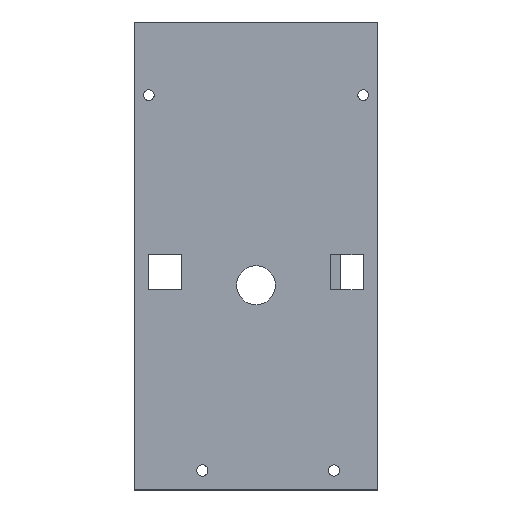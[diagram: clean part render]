
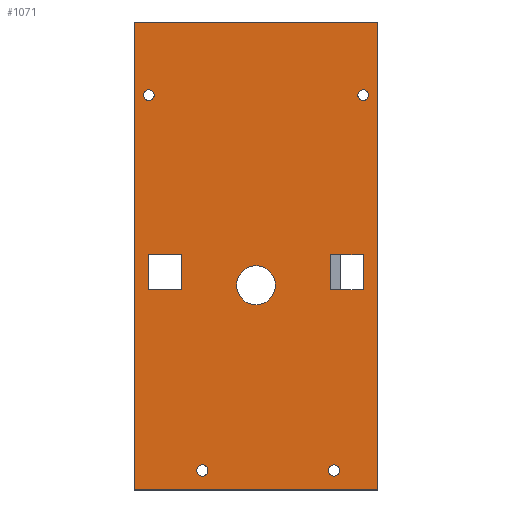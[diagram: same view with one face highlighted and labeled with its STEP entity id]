
A CAD part, top view. The second image highlights one B-rep face of the part: STEP entity #1071.
In plain terms, the highlighted planar face has unit normal (0, 0, 1).
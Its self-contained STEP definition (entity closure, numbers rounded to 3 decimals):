
#39=FACE_BOUND('',#158,.T.);
#40=FACE_BOUND('',#159,.T.);
#41=FACE_BOUND('',#160,.T.);
#42=FACE_BOUND('',#161,.T.);
#43=FACE_BOUND('',#162,.T.);
#44=FACE_BOUND('',#163,.T.);
#45=FACE_BOUND('',#164,.T.);
#56=CIRCLE('',#1123,1.1);
#58=CIRCLE('',#1126,1.1);
#69=CIRCLE('',#1149,1.15);
#70=CIRCLE('',#1150,4.);
#71=CIRCLE('',#1151,1.15);
#92=FACE_OUTER_BOUND('',#157,.T.);
#157=EDGE_LOOP('',(#807,#808,#809,#810));
#158=EDGE_LOOP('',(#811));
#159=EDGE_LOOP('',(#812));
#160=EDGE_LOOP('',(#813,#814,#815,#816));
#161=EDGE_LOOP('',(#817));
#162=EDGE_LOOP('',(#818,#819,#820,#821));
#163=EDGE_LOOP('',(#822));
#164=EDGE_LOOP('',(#823));
#259=LINE('',#1624,#385);
#261=LINE('',#1628,#387);
#262=LINE('',#1630,#388);
#263=LINE('',#1631,#389);
#264=LINE('',#1634,#390);
#265=LINE('',#1636,#391);
#266=LINE('',#1638,#392);
#267=LINE('',#1639,#393);
#268=LINE('',#1644,#394);
#269=LINE('',#1646,#395);
#270=LINE('',#1648,#396);
#271=LINE('',#1649,#397);
#385=VECTOR('',#1315,10.);
#387=VECTOR('',#1319,10.);
#388=VECTOR('',#1320,10.);
#389=VECTOR('',#1321,10.);
#390=VECTOR('',#1322,10.);
#391=VECTOR('',#1323,10.);
#392=VECTOR('',#1324,10.);
#393=VECTOR('',#1325,10.);
#394=VECTOR('',#1328,10.);
#395=VECTOR('',#1329,10.);
#396=VECTOR('',#1330,10.);
#397=VECTOR('',#1331,10.);
#482=VERTEX_POINT('',#1534);
#484=VERTEX_POINT('',#1540);
#513=VERTEX_POINT('',#1621);
#514=VERTEX_POINT('',#1623);
#515=VERTEX_POINT('',#1627);
#516=VERTEX_POINT('',#1629);
#517=VERTEX_POINT('',#1632);
#518=VERTEX_POINT('',#1633);
#519=VERTEX_POINT('',#1635);
#520=VERTEX_POINT('',#1637);
#521=VERTEX_POINT('',#1640);
#522=VERTEX_POINT('',#1642);
#523=VERTEX_POINT('',#1643);
#524=VERTEX_POINT('',#1645);
#525=VERTEX_POINT('',#1647);
#526=VERTEX_POINT('',#1650);
#527=VERTEX_POINT('',#1652);
#583=EDGE_CURVE('',#482,#482,#56,.T.);
#586=EDGE_CURVE('',#484,#484,#58,.T.);
#627=EDGE_CURVE('',#513,#514,#259,.T.);
#629=EDGE_CURVE('',#515,#514,#261,.T.);
#630=EDGE_CURVE('',#516,#513,#262,.T.);
#631=EDGE_CURVE('',#516,#515,#263,.T.);
#632=EDGE_CURVE('',#517,#518,#264,.T.);
#633=EDGE_CURVE('',#518,#519,#265,.T.);
#634=EDGE_CURVE('',#519,#520,#266,.T.);
#635=EDGE_CURVE('',#520,#517,#267,.T.);
#636=EDGE_CURVE('',#521,#521,#69,.T.);
#637=EDGE_CURVE('',#522,#523,#268,.T.);
#638=EDGE_CURVE('',#523,#524,#269,.T.);
#639=EDGE_CURVE('',#524,#525,#270,.T.);
#640=EDGE_CURVE('',#525,#522,#271,.T.);
#641=EDGE_CURVE('',#526,#526,#70,.T.);
#642=EDGE_CURVE('',#527,#527,#71,.T.);
#807=ORIENTED_EDGE('',*,*,#629,.T.);
#808=ORIENTED_EDGE('',*,*,#627,.F.);
#809=ORIENTED_EDGE('',*,*,#630,.F.);
#810=ORIENTED_EDGE('',*,*,#631,.T.);
#811=ORIENTED_EDGE('',*,*,#583,.T.);
#812=ORIENTED_EDGE('',*,*,#586,.T.);
#813=ORIENTED_EDGE('',*,*,#632,.T.);
#814=ORIENTED_EDGE('',*,*,#633,.T.);
#815=ORIENTED_EDGE('',*,*,#634,.T.);
#816=ORIENTED_EDGE('',*,*,#635,.T.);
#817=ORIENTED_EDGE('',*,*,#636,.T.);
#818=ORIENTED_EDGE('',*,*,#637,.T.);
#819=ORIENTED_EDGE('',*,*,#638,.T.);
#820=ORIENTED_EDGE('',*,*,#639,.T.);
#821=ORIENTED_EDGE('',*,*,#640,.T.);
#822=ORIENTED_EDGE('',*,*,#641,.T.);
#823=ORIENTED_EDGE('',*,*,#642,.T.);
#1022=PLANE('',#1148);
#1071=ADVANCED_FACE('',(#92,#39,#40,#41,#42,#43,#44,#45),#1022,.T.);
#1123=AXIS2_PLACEMENT_3D('',#1536,#1234,#1235);
#1126=AXIS2_PLACEMENT_3D('',#1542,#1241,#1242);
#1148=AXIS2_PLACEMENT_3D('',#1626,#1317,#1318);
#1149=AXIS2_PLACEMENT_3D('',#1641,#1326,#1327);
#1150=AXIS2_PLACEMENT_3D('',#1651,#1332,#1333);
#1151=AXIS2_PLACEMENT_3D('',#1653,#1334,#1335);
#1234=DIRECTION('center_axis',(0.,0.,-1.));
#1235=DIRECTION('ref_axis',(-1.,0.,0.));
#1241=DIRECTION('center_axis',(0.,0.,-1.));
#1242=DIRECTION('ref_axis',(-1.,0.,0.));
#1315=DIRECTION('',(1.,0.,0.));
#1317=DIRECTION('center_axis',(0.,0.,1.));
#1318=DIRECTION('ref_axis',(1.,0.,0.));
#1319=DIRECTION('',(0.,1.,0.));
#1320=DIRECTION('',(0.,1.,0.));
#1321=DIRECTION('',(1.,0.,0.));
#1322=DIRECTION('',(-1.,0.,0.));
#1323=DIRECTION('',(0.,1.,0.));
#1324=DIRECTION('',(1.,0.,0.));
#1325=DIRECTION('',(0.,-1.,0.));
#1326=DIRECTION('center_axis',(0.,0.,-1.));
#1327=DIRECTION('ref_axis',(1.,0.,0.));
#1328=DIRECTION('',(-1.,0.,0.));
#1329=DIRECTION('',(0.,1.,0.));
#1330=DIRECTION('',(1.,0.,0.));
#1331=DIRECTION('',(0.,-1.,0.));
#1332=DIRECTION('center_axis',(0.,0.,-1.));
#1333=DIRECTION('ref_axis',(1.,0.,0.));
#1334=DIRECTION('center_axis',(0.,0.,-1.));
#1335=DIRECTION('ref_axis',(1.,0.,0.));
#1534=CARTESIAN_POINT('',(-20.9,54.091,2.5));
#1536=CARTESIAN_POINT('Origin',(-22.,54.091,2.5));
#1540=CARTESIAN_POINT('',(23.1,54.091,2.5));
#1542=CARTESIAN_POINT('Origin',(22.,54.091,2.5));
#1621=CARTESIAN_POINT('',(-25.,69.091,2.5));
#1623=CARTESIAN_POINT('',(25.,69.091,2.5));
#1624=CARTESIAN_POINT('',(-25.,69.091,2.5));
#1626=CARTESIAN_POINT('Origin',(0.,0.091,
2.5));
#1627=CARTESIAN_POINT('',(25.,-26.909,2.5));
#1628=CARTESIAN_POINT('',(25.,27.091,2.5));
#1629=CARTESIAN_POINT('',(-25.,-26.909,2.5));
#1630=CARTESIAN_POINT('',(-25.,27.091,2.5));
#1631=CARTESIAN_POINT('',(25.,-26.909,2.5));
#1632=CARTESIAN_POINT('',(22.,14.191,2.5));
#1633=CARTESIAN_POINT('',(15.3,14.191,2.5));
#1634=CARTESIAN_POINT('',(22.,14.191,2.5));
#1635=CARTESIAN_POINT('',(15.3,21.391,2.5));
#1636=CARTESIAN_POINT('',(15.3,14.191,2.5));
#1637=CARTESIAN_POINT('',(22.,21.391,2.5));
#1638=CARTESIAN_POINT('',(15.3,21.391,2.5));
#1639=CARTESIAN_POINT('',(22.,21.391,2.5));
#1640=CARTESIAN_POINT('',(-12.15,-22.909,2.5));
#1641=CARTESIAN_POINT('Origin',(-11.,-22.909,2.5));
#1642=CARTESIAN_POINT('',(-15.2,14.191,2.5));
#1643=CARTESIAN_POINT('',(-22.,14.191,2.5));
#1644=CARTESIAN_POINT('',(-15.2,14.191,2.5));
#1645=CARTESIAN_POINT('',(-22.,21.391,2.5));
#1646=CARTESIAN_POINT('',(-22.,14.191,2.5));
#1647=CARTESIAN_POINT('',(-15.2,21.391,2.5));
#1648=CARTESIAN_POINT('',(-22.,21.391,2.5));
#1649=CARTESIAN_POINT('',(-15.2,21.391,2.5));
#1650=CARTESIAN_POINT('',(-4.,15.091,2.5));
#1651=CARTESIAN_POINT('Origin',(0.,15.091,2.5));
#1652=CARTESIAN_POINT('',(14.85,-22.909,2.5));
#1653=CARTESIAN_POINT('Origin',(16.,-22.909,2.5));
